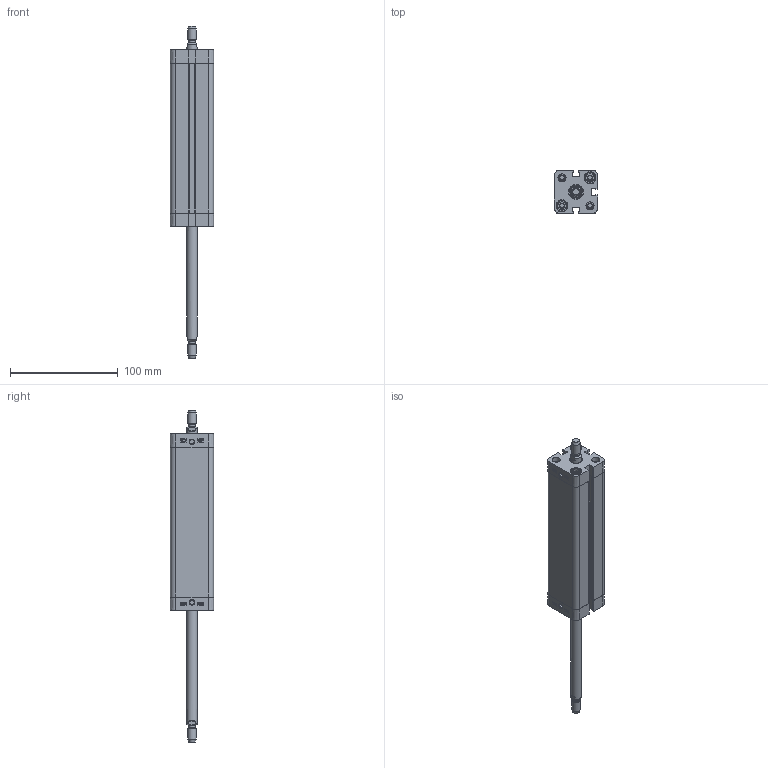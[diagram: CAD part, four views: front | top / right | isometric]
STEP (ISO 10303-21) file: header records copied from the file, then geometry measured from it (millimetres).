
FILE_DESCRIPTION((''),'2;1');
FILE_NAME('PDMP025.125.GS.M.stp','2014-01-20T09:47:39',('carlo.corazza'),(''),'Autodesk Inventor 2012','Autodesk Inventor 2012','');
FILE_SCHEMA(('AUTOMOTIVE_DESIGN { 1 0 10303 214 1 1 1 1 }'));
Length unit declared in the file: millimetre
Products named in the file (6): PDMP025..GS.M; CORPO-125; STELO-125; STELO-100; TA
Assembly tree (5 placements, depth 2):
  PDMP025..GS.M
    CORPO-125
    STELO-125
    STELO-100
    TA
    TA
Bounding box: 40.3 x 40.3 x 308 mm (x, y, z)
Volume: 192062.6 mm3; surface area: 64813.2 mm2
Topology: 5 solids, 11 shells, 635 faces, 1619 edges, 1058 vertices
Faces by surface type: plane 314, cylinder 141, bspline 92, cone 62, torus 26
Full cylindrical faces by diameter (mm): 4.134 x4, 5.8 x2, 7.5 x4, 8 x12, 10 x2, 10.48 x2, 10.9 x4, 11.1 x4, 11.4 x2, 12 x2, 13.84 x2, 14 x2, 25 x1
Entity records: 19915 total; most frequent: CARTESIAN_POINT 4586, ORIENTED_EDGE 2964, DIRECTION 2782, EDGE_CURVE 1482, VERTEX_POINT 1040, AXIS2_PLACEMENT_3D 944, VECTOR 894, LINE 894
